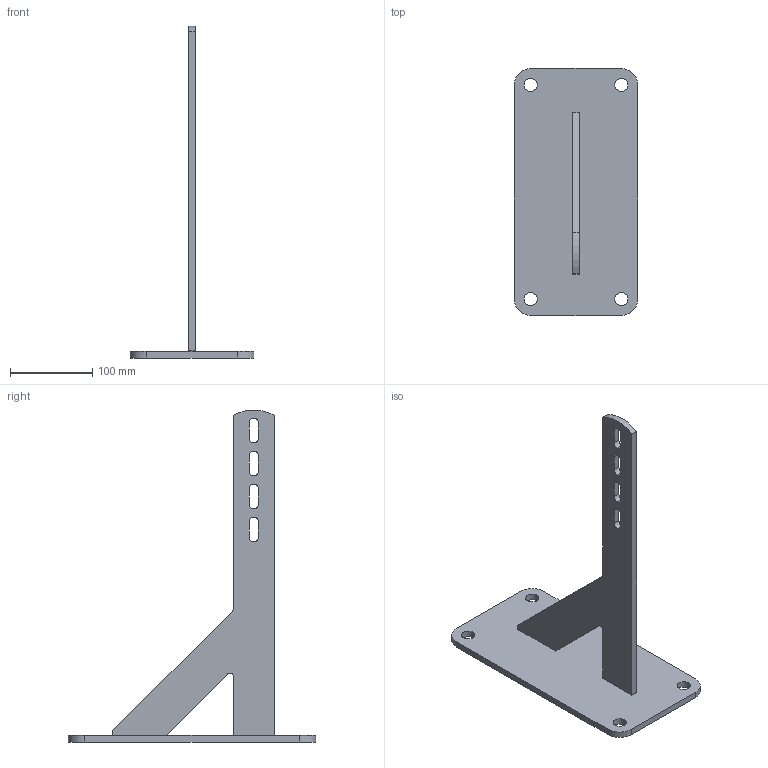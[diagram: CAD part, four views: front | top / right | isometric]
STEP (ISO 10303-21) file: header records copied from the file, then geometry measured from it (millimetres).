
FILE_DESCRIPTION (( 'STEP AP203' ), '1' );
FILE_NAME ('0529440215.STEP', '2024-05-28T09:22:28', ( '' ), ( '' ), 'SwSTEP 2.0', 'SolidWorks 2022', '' );
FILE_SCHEMA (( 'CONFIG_CONTROL_DESIGN' ));
Length unit declared in the file: metre
Products named in the file (1): 0529440215
Bounding box: 150 x 300 x 403 mm (x, y, z)
Volume: 564251.2 mm3; surface area: 161438.7 mm2
Topology: 2 solids, 2 shells, 58 faces, 162 edges, 108 vertices
Faces by surface type: cylinder 34, plane 24
Entity records: 2001 total; most frequent: DIRECTION 348, CARTESIAN_POINT 329, ORIENTED_EDGE 324, EDGE_CURVE 162, AXIS2_PLACEMENT_3D 127, VERTEX_POINT 108, VECTOR 94, LINE 94
